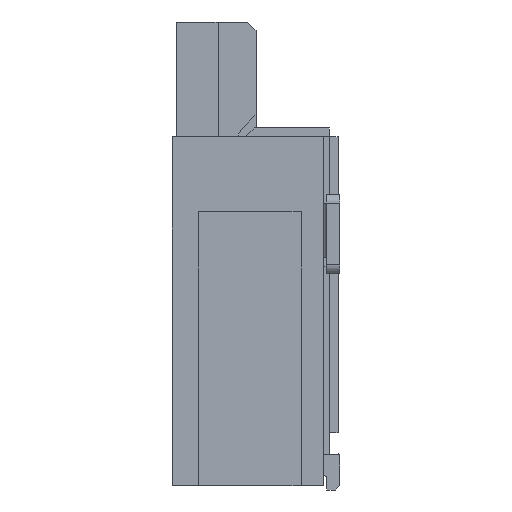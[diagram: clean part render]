
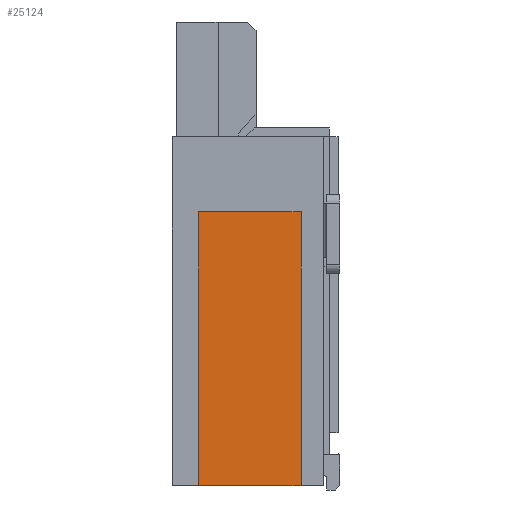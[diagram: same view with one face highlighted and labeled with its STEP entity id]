
A CAD part, left-side view. The second image highlights one B-rep face of the part: STEP entity #25124.
In plain terms, the highlighted planar face has unit normal (-1, 0, 0).
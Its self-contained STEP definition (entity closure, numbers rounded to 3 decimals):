
#25=DIRECTION('',(0.,1.,0.));
#26=VECTOR('',#25,1.16);
#27=CARTESIAN_POINT('',(-15.35,0.42,-1.25));
#28=LINE('',#27,#26);
#65=DIRECTION('',(0.,0.,-1.));
#66=VECTOR('',#65,3.1);
#67=CARTESIAN_POINT('',(-15.35,1.58,1.85));
#68=LINE('',#67,#66);
#69=DIRECTION('',(0.,1.,0.));
#70=VECTOR('',#69,1.16);
#71=CARTESIAN_POINT('',(-15.35,0.42,1.85));
#72=LINE('',#71,#70);
#73=DIRECTION('',(0.,0.,1.));
#74=VECTOR('',#73,3.1);
#75=CARTESIAN_POINT('',(-15.35,0.42,-1.25));
#76=LINE('',#75,#74);
#19195=CARTESIAN_POINT('',(-15.35,0.42,1.85));
#19196=CARTESIAN_POINT('',(-15.35,1.58,1.85));
#19197=VERTEX_POINT('',#19195);
#19198=VERTEX_POINT('',#19196);
#19207=CARTESIAN_POINT('',(-15.35,0.42,-1.25));
#19208=CARTESIAN_POINT('',(-15.35,1.58,-1.25));
#19209=VERTEX_POINT('',#19207);
#19210=VERTEX_POINT('',#19208);
#25111=CARTESIAN_POINT('',(-15.35,0.,0.));
#25112=DIRECTION('',(-1.,0.,0.));
#25113=DIRECTION('',(0.,0.,1.));
#25114=AXIS2_PLACEMENT_3D('',#25111,#25112,#25113);
#25115=PLANE('',#25114);
#25116=ORIENTED_EDGE('',*,*,#25071,.T.);
#25118=ORIENTED_EDGE('',*,*,#25117,.F.);
#25120=ORIENTED_EDGE('',*,*,#25119,.F.);
#25121=ORIENTED_EDGE('',*,*,#25059,.F.);
#25122=EDGE_LOOP('',(#25116,#25118,#25120,#25121));
#25123=FACE_OUTER_BOUND('',#25122,.F.);
#25124=ADVANCED_FACE('',(#25123),#25115,.T.);
#25059=EDGE_CURVE('',#19209,#19197,#76,.T.);
#25071=EDGE_CURVE('',#19209,#19210,#28,.T.);
#25117=EDGE_CURVE('',#19198,#19210,#68,.T.);
#25119=EDGE_CURVE('',#19197,#19198,#72,.T.);
